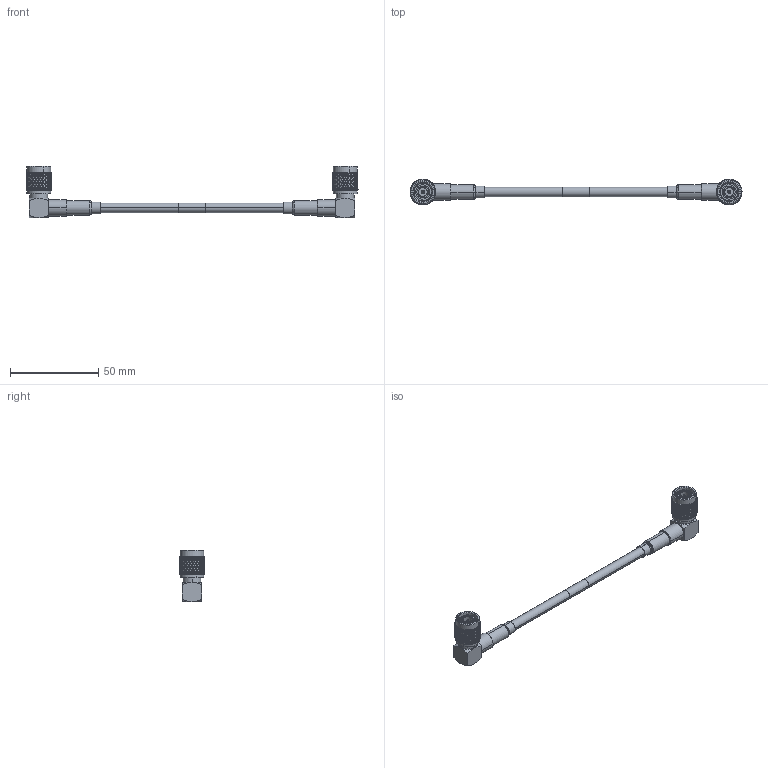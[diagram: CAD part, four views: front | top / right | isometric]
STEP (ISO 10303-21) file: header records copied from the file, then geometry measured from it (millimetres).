
FILE_DESCRIPTION (( 'STEP AP203' ), '1' );
FILE_NAME ('FMCA2764.STEP', '2022-03-09T19:45:42', ( '' ), ( '' ), 'SwSTEP 2.0', 'SolidWorks 2021', '' );
FILE_SCHEMA (( 'CONFIG_CONTROL_DESIGN' ));
Length unit declared in the file: millimetre
Products named in the file (4): FMCA2764; SC4264_1; RG223_with label; CA-240-MA1_.75" Long
Assembly tree (5 placements, depth 2):
  FMCA2764
    RG223_with label
    CA-240-MA1_.75" Long  x2
    SC4264_1  x2
Bounding box: 188.5 x 14.5 x 29.1 mm (x, y, z)
Volume: 11692.8 mm3; surface area: 11731.5 mm2
Topology: 8 solids, 8 shells, 5344 faces, 11300 edges, 5992 vertices
Faces by surface type: bspline 4010, cylinder 1148, plane 94, cone 76, torus 16
Entity records: 102779 total; most frequent: CARTESIAN_POINT 67670, ORIENTED_EDGE 11318, EDGE_CURVE 5659, VERTEX_POINT 3002, EDGE_LOOP 2693, ADVANCED_FACE 2677, FACE_OUTER_BOUND 2677, B_SPLINE_CURVE_WITH_KNOTS 2288
